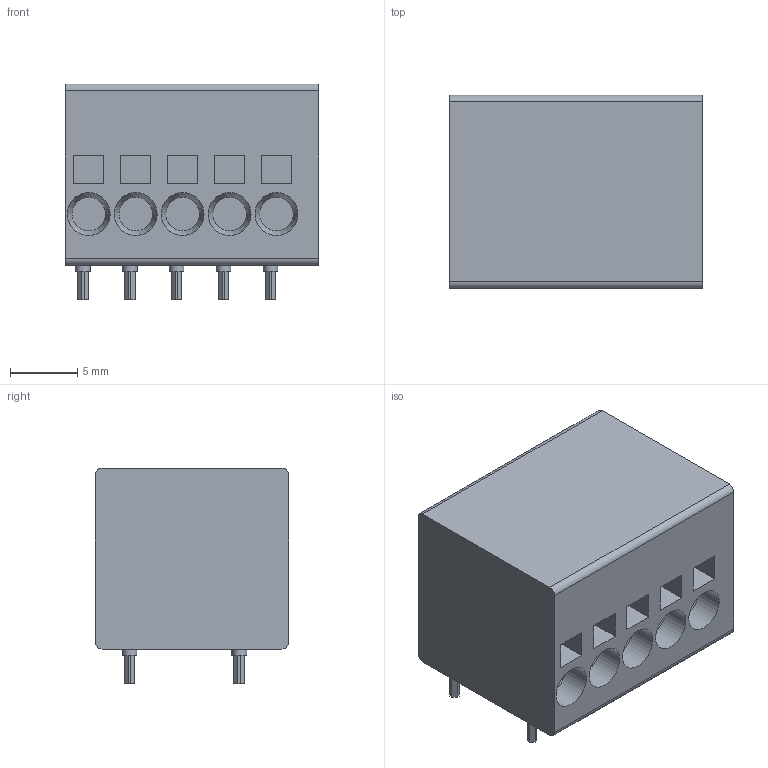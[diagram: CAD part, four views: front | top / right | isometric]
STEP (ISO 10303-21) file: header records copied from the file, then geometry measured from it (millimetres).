
FILE_DESCRIPTION(/* description */ ('model of PhoenixContact_SPT_1.5_5-H-3.5_1x05_P3.5mm_Horizontal'),/* implementation_level */ '2;1');
FILE_NAME(/* name */ 'PhoenixContact_SPT_1.5_5-H-3.5_1x05_P3.5mm_Horizontal.step',/* time_stamp */ '2023-01-30T13:56:16',/* author */ ('KiCAD','kicad'),/* organization */ ('OCCT'),/* preprocessor_version */ '',/* originating_system */ 'KiCAD',/* authorisation */ '');
FILE_SCHEMA(('AUTOMOTIVE_DESIGN { 1 0 10303 214 1 1 1 1 }'));
Length unit declared in the file: millimetre
Products named in the file (7): CQ assembly; 7b87305e-a09d-11ed-8f45-a0cec80452fd; 7b87305e-a09d-11ed-8f45-a0cec80452fd_part; 7b8734c8-a09d-11ed-8f45-a0cec80452fd; 7b8734c8-a09d-11ed-8f45-a0cec80452fd_part; 7b8737a2-a09d-11ed-8f45-a0cec80452fd; 7b8737a2-a09d-11ed-8f45-a0cec80452fd_part
Assembly tree (6 placements, depth 4):
  CQ assembly
    7b87305e-a09d-11ed-8f45-a0cec80452fd
      7b87305e-a09d-11ed-8f45-a0cec80452fd_part
      7b8734c8-a09d-11ed-8f45-a0cec80452fd
        7b8734c8-a09d-11ed-8f45-a0cec80452fd_part
      7b8737a2-a09d-11ed-8f45-a0cec80452fd
        7b8737a2-a09d-11ed-8f45-a0cec80452fd_part
Bounding box: 18.9 x 14.4 x 16.1 mm (x, y, z)
Volume: 3500.3 mm3; surface area: 1779.1 mm2
Topology: 11 solids, 11 shells, 170 faces, 379 edges, 251 vertices
Faces by surface type: plane 146, cylinder 19, cone 5
Full cylindrical faces by diameter (mm): 1.1 x10, 3.2 x5
Entity records: 4825 total; most frequent: CARTESIAN_POINT 807, DIRECTION 776, ORIENTED_EDGE 758, EDGE_CURVE 379, LINE 336, VECTOR 336, VERTEX_POINT 251, AXIS2_PLACEMENT_3D 220
